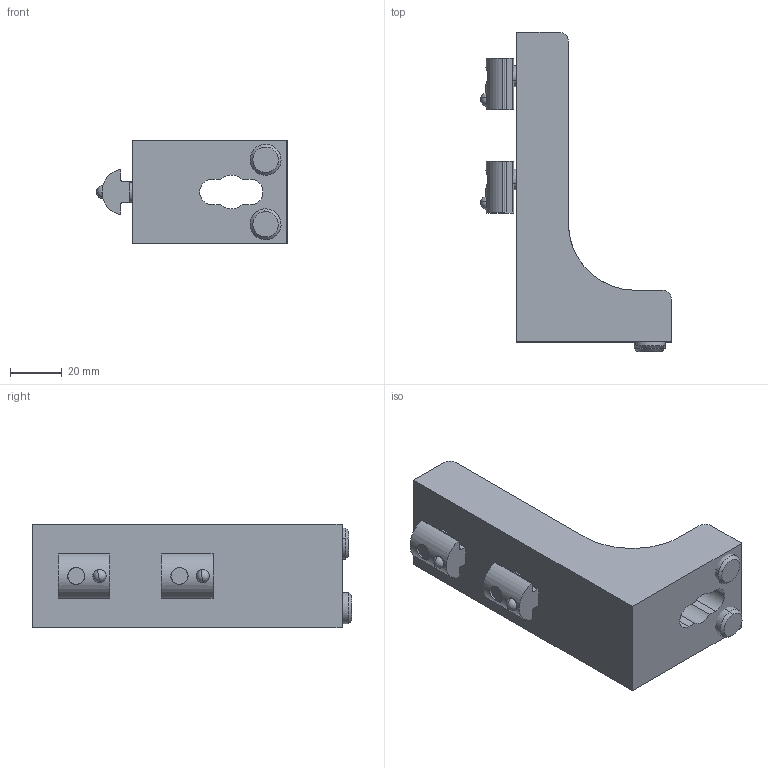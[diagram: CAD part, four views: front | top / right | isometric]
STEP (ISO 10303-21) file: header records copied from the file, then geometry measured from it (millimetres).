
FILE_DESCRIPTION (( 'STEP AP203' ), '1' );
FILE_NAME ('SF1201S.STEP', '2009-11-02T14:16:08', ( ' ' ), ( ' ' ), 'SwSTEP 2.0', 'SolidWorks 2009', '' );
FILE_SCHEMA (( 'CONFIG_CONTROL_DESIGN' ));
Length unit declared in the file: millimetre
Products named in the file (1): SF1201S
Bounding box: 74.03 x 123.71 x 40 mm (x, y, z)
Volume: 129925.2 mm3; surface area: 31451.3 mm2
Topology: 9 solids, 9 shells, 155 faces, 404 edges, 259 vertices
Faces by surface type: plane 64, cylinder 59, cone 24, torus 4, sphere 4
Entity records: 5203 total; most frequent: CARTESIAN_POINT 1358, DIRECTION 803, ORIENTED_EDGE 764, EDGE_CURVE 382, AXIS2_PLACEMENT_3D 303, VERTEX_POINT 253, VECTOR 197, LINE 197
